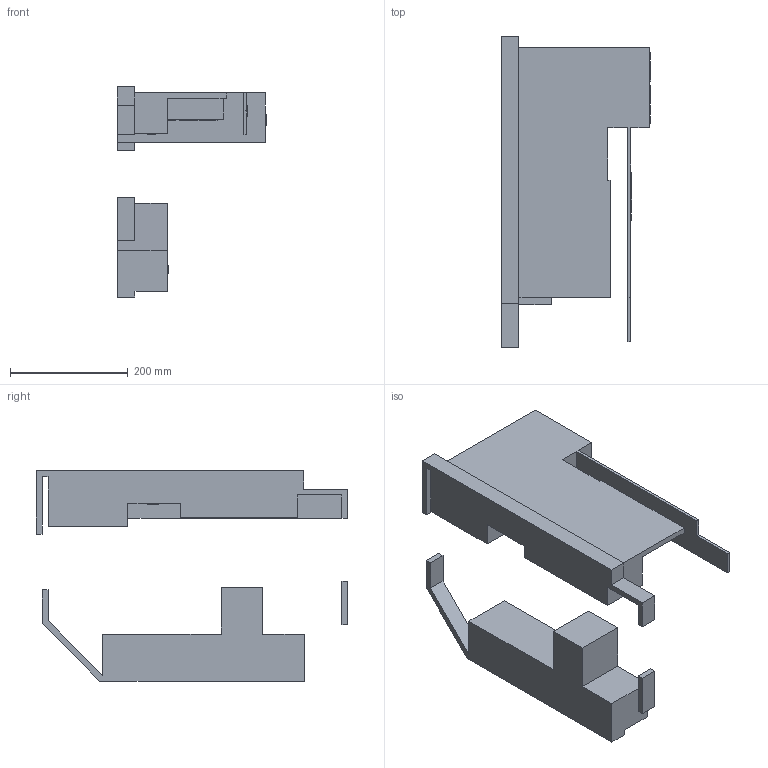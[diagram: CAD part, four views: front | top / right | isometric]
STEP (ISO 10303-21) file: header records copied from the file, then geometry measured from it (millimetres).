
FILE_DESCRIPTION(/* description */ (''),/* implementation_level */ '2;1');
FILE_NAME(/* name */ 'Küche v3.step',/* time_stamp */ '2016-12-06T21:19:00+01:00',/* author */ (''),/* organization */ (''),/* preprocessor_version */ 'ST-DEVELOPER v16.5',/* originating_system */ 'Autodesk Translation Framework v5.2.0.2920',/* authorisation */ '');
FILE_SCHEMA (('AUTOMOTIVE_DESIGN { 1 0 10303 214 3 1 1 }'));
Length unit declared in the file: millimetre
Products named in the file (1): Küche v3
Bounding box: 254 x 530 x 357.79 mm (x, y, z)
Volume: 8048923.4 mm3; surface area: 539930.7 mm2
Topology: 3 solids, 3 shells, 1249 faces, 3464 edges, 2308 vertices
Faces by surface type: bspline 753, plane 496
Entity records: 46596 total; most frequent: CARTESIAN_POINT 19823, ORIENTED_EDGE 6928, EDGE_CURVE 3464, DIRECTION 2952, VERTEX_POINT 2308, LINE 1958, VECTOR 1958, B_SPLINE_CURVE_WITH_KNOTS 1506
